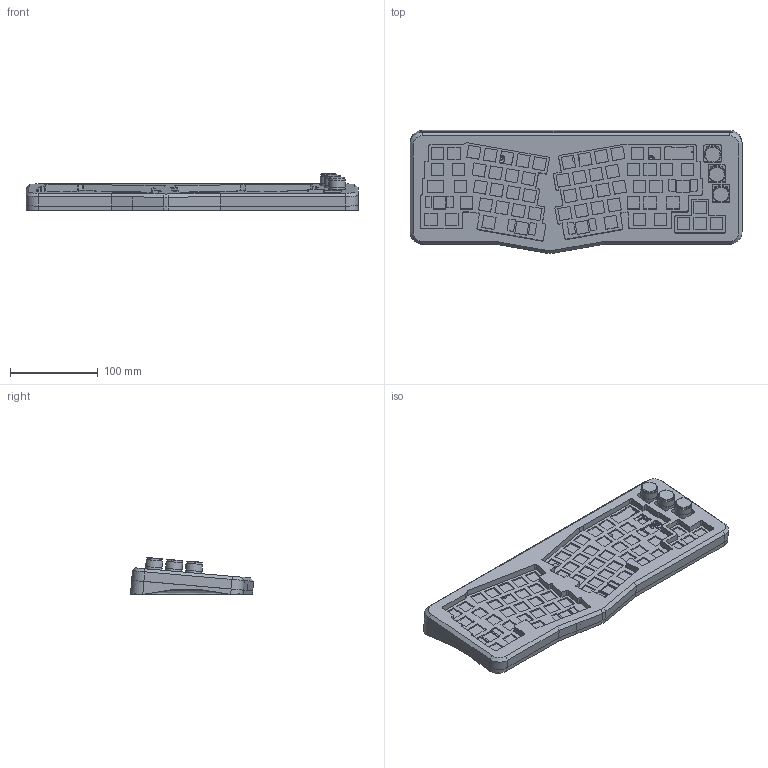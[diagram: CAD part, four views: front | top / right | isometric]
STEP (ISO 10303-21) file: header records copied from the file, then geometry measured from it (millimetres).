
FILE_DESCRIPTION(/* description */ (''),/* implementation_level */ '2;1');
FILE_NAME(/* name */ 'Final Case.step',/* time_stamp */ '2020-05-10T11:19:54-07:00',/* author */ (''),/* organization */ (''),/* preprocessor_version */ 'ST-DEVELOPER v18.1',/* originating_system */ 'Autodesk Translation Framework v9.2.0.1227',/* authorisation */ '');
FILE_SCHEMA (('AUTOMOTIVE_DESIGN { 1 0 10303 214 3 1 1 }'));
Length unit declared in the file: millimetre
Products named in the file (5): Trifecta 2.1; plate; top; bottom; weight
Assembly tree (4 placements, depth 2):
  Trifecta 2.1
    plate
    top
    bottom
    weight
Bounding box: 378.99 x 140.57 x 42.2 mm (x, y, z)
Volume: 665618.9 mm3; surface area: 280285 mm2
Topology: 7 solids, 7 shells, 1196 faces, 3308 edges, 2203 vertices
Faces by surface type: plane 804, cylinder 284, bspline 84, cone 21, torus 3
Full cylindrical faces by diameter (mm): 2.529 x16, 3.1 x8, 3.332 x3, 3.5 x7, 4 x4, 5 x8, 5.6 x8, 8 x4, 18 x6, 19 x3
Entity records: 38827 total; most frequent: CARTESIAN_POINT 7860, ORIENTED_EDGE 6608, DIRECTION 6025, EDGE_CURVE 3304, LINE 2487, VECTOR 2487, VERTEX_POINT 2203, AXIS2_PLACEMENT_3D 1769
